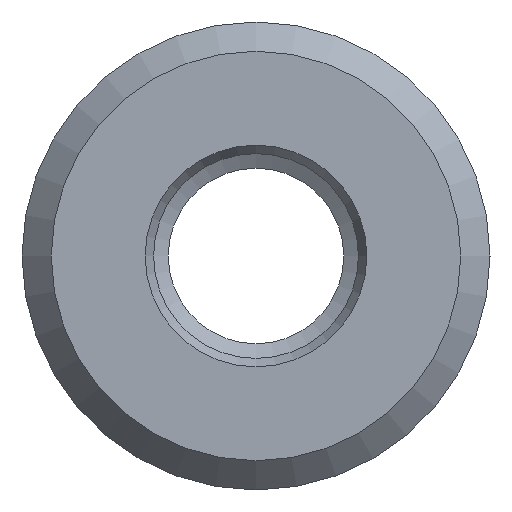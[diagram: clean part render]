
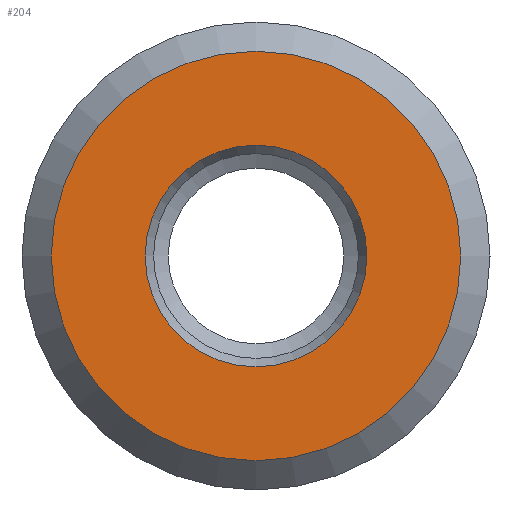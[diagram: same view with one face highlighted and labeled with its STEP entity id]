
A CAD part, left-side view. The second image highlights one B-rep face of the part: STEP entity #204.
In plain terms, the highlighted planar face has unit normal (-1, 0, 0).
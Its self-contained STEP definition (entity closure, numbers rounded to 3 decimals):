
#16=FACE_BOUND('',#35,.T.);
#17=PLANE('',#242);
#24=FACE_OUTER_BOUND('',#34,.T.);
#34=EDGE_LOOP('',(#152,#153));
#35=EDGE_LOOP('',(#154,#155));
#64=CIRCLE('',#240,3.789);
#65=CIRCLE('',#241,3.789);
#66=CIRCLE('',#243,7.);
#67=CIRCLE('',#244,7.);
#87=VERTEX_POINT('',#358);
#88=VERTEX_POINT('',#360);
#89=VERTEX_POINT('',#364);
#90=VERTEX_POINT('',#365);
#112=EDGE_CURVE('',#88,#87,#64,.T.);
#113=EDGE_CURVE('',#87,#88,#65,.T.);
#114=EDGE_CURVE('',#89,#90,#66,.T.);
#115=EDGE_CURVE('',#90,#89,#67,.T.);
#152=ORIENTED_EDGE('',*,*,#114,.F.);
#153=ORIENTED_EDGE('',*,*,#115,.F.);
#154=ORIENTED_EDGE('',*,*,#112,.T.);
#155=ORIENTED_EDGE('',*,*,#113,.T.);
#204=ADVANCED_FACE('',(#24,#16),#17,.T.);
#240=AXIS2_PLACEMENT_3D('',#361,#287,#288);
#241=AXIS2_PLACEMENT_3D('',#362,#289,#290);
#242=AXIS2_PLACEMENT_3D('',#363,#291,#292);
#243=AXIS2_PLACEMENT_3D('',#366,#293,#294);
#244=AXIS2_PLACEMENT_3D('',#367,#295,#296);
#287=DIRECTION('center_axis',(1.,0.,0.));
#288=DIRECTION('ref_axis',(0.,0.,-1.));
#289=DIRECTION('center_axis',(1.,0.,0.));
#290=DIRECTION('ref_axis',(0.,0.,-1.));
#291=DIRECTION('center_axis',(-1.,0.,0.));
#292=DIRECTION('ref_axis',(0.,0.,1.));
#293=DIRECTION('center_axis',(1.,0.,0.));
#294=DIRECTION('ref_axis',(0.,0.,-1.));
#295=DIRECTION('center_axis',(1.,0.,0.));
#296=DIRECTION('ref_axis',(0.,0.,-1.));
#358=CARTESIAN_POINT('',(0.,-3.789,0.));
#360=CARTESIAN_POINT('',(0.,3.789,0.));
#361=CARTESIAN_POINT('Origin',(0.,0.,
0.));
#362=CARTESIAN_POINT('Origin',(0.,0.,
0.));
#363=CARTESIAN_POINT('Origin',(0.,7.,0.));
#364=CARTESIAN_POINT('',(0.,7.,0.));
#365=CARTESIAN_POINT('',(0.,-7.,0.));
#366=CARTESIAN_POINT('Origin',(0.,0.,
0.));
#367=CARTESIAN_POINT('Origin',(0.,0.,
0.));
